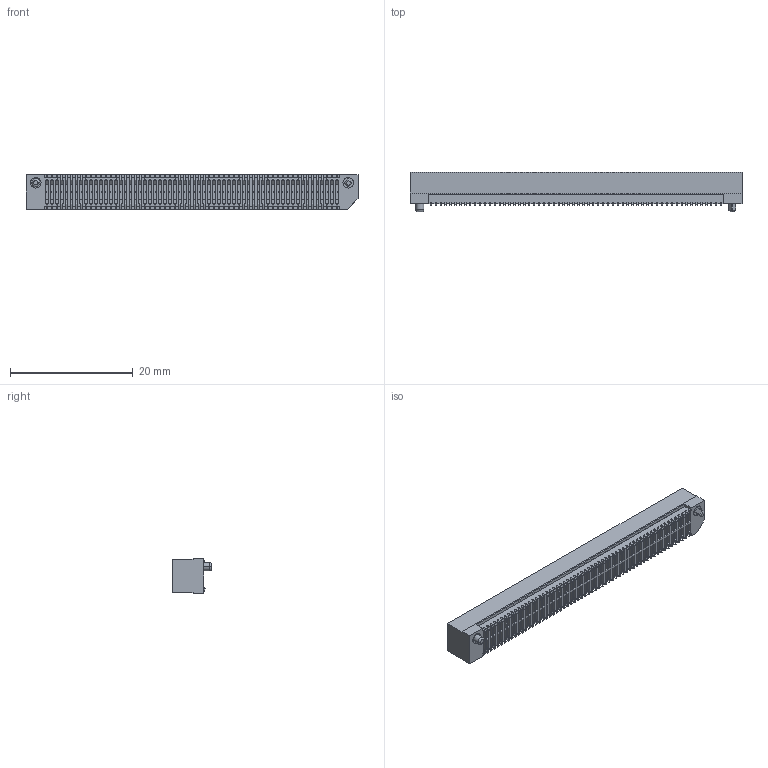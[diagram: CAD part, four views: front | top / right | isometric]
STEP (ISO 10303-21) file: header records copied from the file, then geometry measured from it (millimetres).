
FILE_DESCRIPTION((''),'2;1');
FILE_NAME('FBB08005-F50S3103K6MH50','2024-07-25T',('工程三'),(''),'PRO/ENGINEER BY PARAMETRIC TECHNOLOGY CORPORATION, 2010280','PRO/ENGINEER BY PARAMETRIC TECHNOLOGY CORPORATION, 2010280','');
FILE_SCHEMA(('CONFIG_CONTROL_DESIGN'));
Products named in the file (1): FBB08005-F50S3103K6MH50
Bounding box: 54 x 6.37 x 5.6 mm (x, y, z)
Volume: 573.1 mm3; surface area: 3405.7 mm2
Topology: 1 solids, 1 shells, 3670 faces, 11581 edges, 7558 vertices
Faces by surface type: plane 3178, cylinder 490, torus 2
Entity records: 126819 total; most frequent: ORIENTED_EDGE 23162, CARTESIAN_POINT 22825, DIRECTION 19893, EDGE_CURVE 11581, VECTOR 10593, LINE 10593, VERTEX_POINT 7558, AXIS2_PLACEMENT_3D 4650
